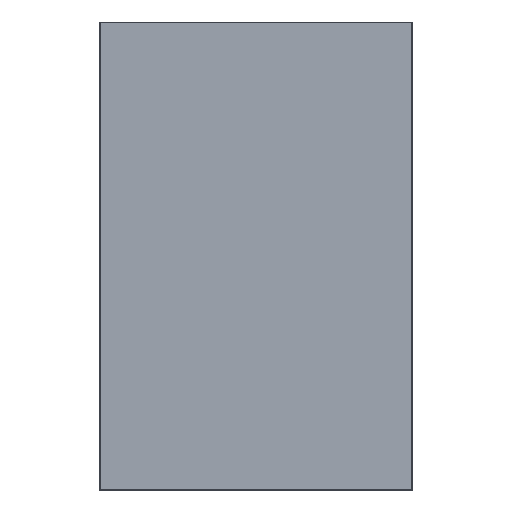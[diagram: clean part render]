
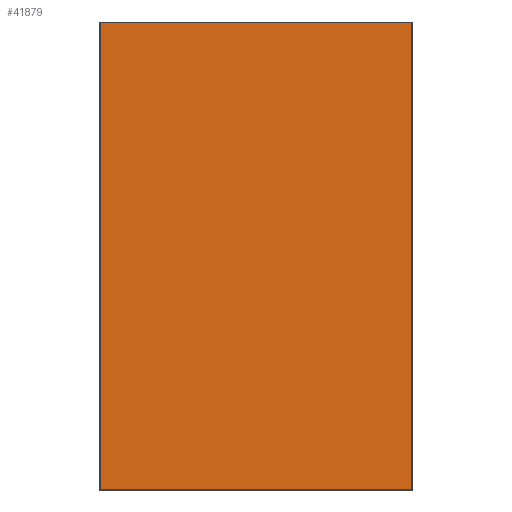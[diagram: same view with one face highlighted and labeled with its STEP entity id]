
A CAD part, top view. The second image highlights one B-rep face of the part: STEP entity #41879.
In plain terms, the highlighted planar face has unit normal (0, 0, 1).
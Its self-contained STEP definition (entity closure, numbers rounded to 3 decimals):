
#41770 = VERTEX_POINT('',#41771);
#41771 = CARTESIAN_POINT('',(5.,7.5,1.458));
#41777 = EDGE_CURVE('',#41778,#41770,#41780,.T.);
#41778 = VERTEX_POINT('',#41779);
#41779 = CARTESIAN_POINT('',(5.,-7.5,1.458));
#41780 = LINE('',#41781,#41782);
#41781 = CARTESIAN_POINT('',(5.,-7.5,1.458));
#41782 = VECTOR('',#41783,1.);
#41783 = DIRECTION('',(0.,1.,0.));
#41808 = VERTEX_POINT('',#41809);
#41809 = CARTESIAN_POINT('',(-5.,7.5,1.458));
#41815 = EDGE_CURVE('',#41770,#41808,#41816,.T.);
#41816 = LINE('',#41817,#41818);
#41817 = CARTESIAN_POINT('',(-5.,7.5,1.458));
#41818 = VECTOR('',#41819,1.);
#41819 = DIRECTION('',(-1.,0.,0.));
#41839 = VERTEX_POINT('',#41840);
#41840 = CARTESIAN_POINT('',(-5.,-7.5,1.458));
#41846 = EDGE_CURVE('',#41808,#41839,#41847,.T.);
#41847 = LINE('',#41848,#41849);
#41848 = CARTESIAN_POINT('',(-5.,-7.5,1.458));
#41849 = VECTOR('',#41850,1.);
#41850 = DIRECTION('',(0.,-1.,0.));
#41868 = EDGE_CURVE('',#41839,#41778,#41869,.T.);
#41869 = LINE('',#41870,#41871);
#41870 = CARTESIAN_POINT('',(-5.,-7.5,1.458));
#41871 = VECTOR('',#41872,1.);
#41872 = DIRECTION('',(1.,0.,0.));
#41879 = ADVANCED_FACE('',(#41880),#41886,.F.);
#41880 = FACE_BOUND('',#41881,.T.);
#41881 = EDGE_LOOP('',(#41882,#41883,#41884,#41885));
#41882 = ORIENTED_EDGE('',*,*,#41777,.T.);
#41883 = ORIENTED_EDGE('',*,*,#41815,.T.);
#41884 = ORIENTED_EDGE('',*,*,#41846,.T.);
#41885 = ORIENTED_EDGE('',*,*,#41868,.T.);
#41886 = PLANE('',#41887);
#41887 = AXIS2_PLACEMENT_3D('',#41888,#41889,#41890);
#41888 = CARTESIAN_POINT('',(0.,0.,
    1.458));
#41889 = DIRECTION('',(0.,0.,-1.));
#41890 = DIRECTION('',(0.,-1.,0.));
